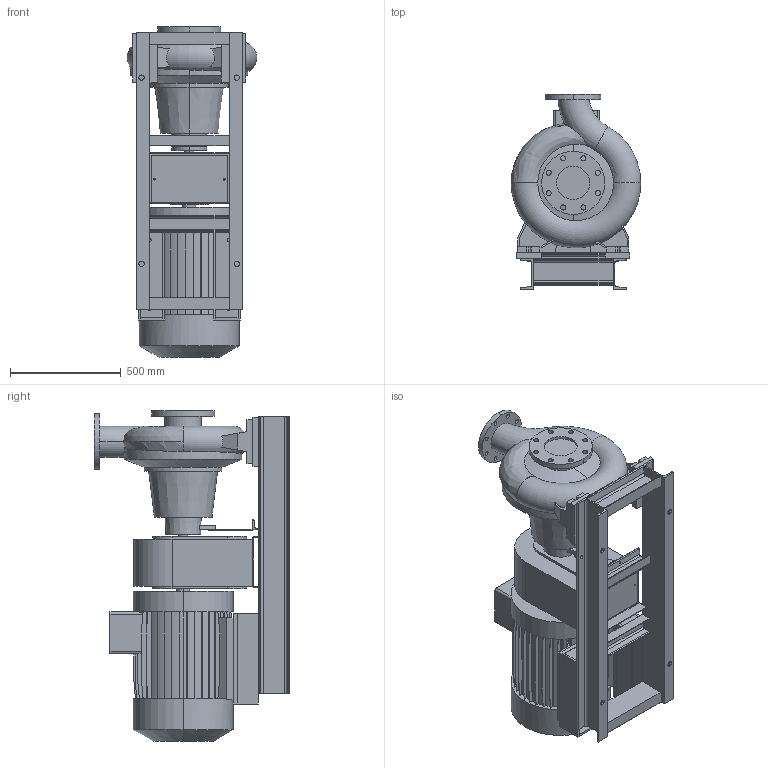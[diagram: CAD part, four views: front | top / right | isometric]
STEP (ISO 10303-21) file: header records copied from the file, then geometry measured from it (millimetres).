
FILE_DESCRIPTION (( 'STEP AP203' ), '1' );
FILE_NAME ('10018148swa00.step', '2023-07-07T12:07:38', ( '' ), ( '' ), 'SwSTEP 2.0', 'SolidWorks 2020', '' );
FILE_SCHEMA (( 'CONFIG_CONTROL_DESIGN' ));
Length unit declared in the file: millimetre
Products named in the file (5): 10018148swa00; 10018072swp00_225M 4-6; 90.328.10swp01_LAVORATO<A macchina>; 10018097swp00_MCG 25 N4 125-400 225 S4-M4; 10017783swp00_125-400
Assembly tree (4 placements, depth 2):
  10018148swa00
    10017783swp00_125-400
    10018097swp00_MCG 25 N4 125-400 225 S4-M4
    10018072swp00_225M 4-6
    90.328.10swp01_LAVORATO<A macchina>
Bounding box: 584.86 x 880 x 1492 mm (x, y, z)
Volume: 215034142.5 mm3; surface area: 7175590.7 mm2
Topology: 22 solids, 22 shells, 701 faces, 1909 edges, 1268 vertices
Faces by surface type: plane 487, cylinder 195, cone 11, torus 6, bspline 2
Entity records: 24566 total; most frequent: CARTESIAN_POINT 5942, ORIENTED_EDGE 3818, DIRECTION 3653, EDGE_CURVE 1909, LINE 1423, VECTOR 1423, VERTEX_POINT 1268, AXIS2_PLACEMENT_3D 1115
